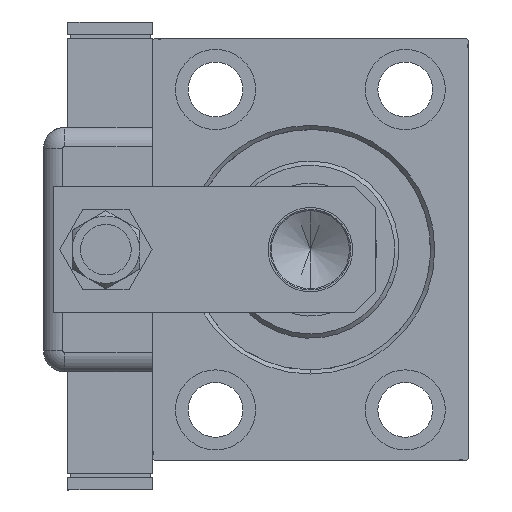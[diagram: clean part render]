
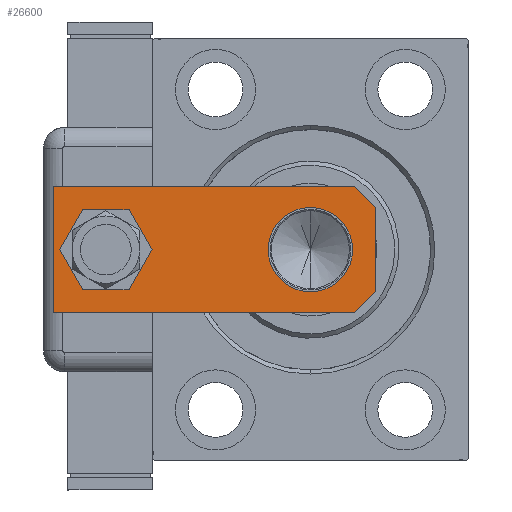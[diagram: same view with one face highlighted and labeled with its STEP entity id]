
A CAD part, left-side view. The second image highlights one B-rep face of the part: STEP entity #26600.
In plain terms, the highlighted face is planar.
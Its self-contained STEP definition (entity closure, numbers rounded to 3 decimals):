
#465 = CARTESIAN_POINT ( 'NONE',  ( 15., 76.5, 0. ) ) ;
#894 = DIRECTION ( 'NONE',  ( 0., -1., 0. ) ) ;
#1360 = DIRECTION ( 'NONE',  ( 1., 0., 0. ) ) ;
#1879 = VERTEX_POINT ( 'NONE', #22080 ) ;
#2448 = DIRECTION ( 'NONE',  ( 0., 0., 1. ) ) ;
#4320 = DIRECTION ( 'NONE',  ( 0., 0., 1. ) ) ;
#5746 = CARTESIAN_POINT ( 'NONE',  ( -15., 76.5, 0. ) ) ;
#6434 = CARTESIAN_POINT ( 'NONE',  ( 0., 64., 0. ) ) ;
#7870 = ORIENTED_EDGE ( 'NONE', *, *, #32035, .T. ) ;
#8340 = VECTOR ( 'NONE', #56436, 1000. ) ;
#9133 = LINE ( 'NONE', #9432, #20310 ) ;
#9432 = CARTESIAN_POINT ( 'NONE',  ( -15., 0., 0. ) ) ;
#11233 = ORIENTED_EDGE ( 'NONE', *, *, #57733, .F. ) ;
#12374 = LINE ( 'NONE', #31740, #19278 ) ;
#14584 = EDGE_CURVE ( 'NONE', #19814, #51513, #55464, .T. ) ;
#14684 = LINE ( 'NONE', #465, #29525 ) ;
#14984 = CARTESIAN_POINT ( 'NONE',  ( 15., 76.5, 0. ) ) ;
#15785 = CARTESIAN_POINT ( 'NONE',  ( 0., 0., 0. ) ) ;
#16908 = CARTESIAN_POINT ( 'NONE',  ( 10., 0., 0. ) ) ;
#17338 = ORIENTED_EDGE ( 'NONE', *, *, #52282, .F. ) ;
#17564 = CARTESIAN_POINT ( 'NONE',  ( 15., 5., 0. ) ) ;
#18297 = CIRCLE ( 'NONE', #46336, 10. ) ;
#18410 = CARTESIAN_POINT ( 'NONE',  ( -7., 64., 0. ) ) ;
#18981 = DIRECTION ( 'NONE',  ( 1., 0., 0. ) ) ;
#19278 = VECTOR ( 'NONE', #45345, 1000. ) ;
#19288 = VERTEX_POINT ( 'NONE', #14984 ) ;
#19353 = EDGE_CURVE ( 'NONE', #19288, #1879, #14684, .T. ) ;
#19814 = VERTEX_POINT ( 'NONE', #26075 ) ;
#20030 = ORIENTED_EDGE ( 'NONE', *, *, #51897, .T. ) ;
#20310 = VECTOR ( 'NONE', #24537, 1000. ) ;
#20368 = ORIENTED_EDGE ( 'NONE', *, *, #24412, .T. ) ;
#20916 = FACE_OUTER_BOUND ( 'NONE', #46281, .T. ) ;
#22013 = VECTOR ( 'NONE', #27738, 1000. ) ;
#22080 = CARTESIAN_POINT ( 'NONE',  ( -15., 76.5, 0. ) ) ;
#22678 = EDGE_LOOP ( 'NONE', ( #38756, #7870 ) ) ;
#24357 = CARTESIAN_POINT ( 'NONE',  ( 0., 15.5, 0. ) ) ;
#24412 = EDGE_CURVE ( 'NONE', #40527, #56473, #28642, .T. ) ;
#24537 = DIRECTION ( 'NONE',  ( 1., 0., 0. ) ) ;
#26075 = CARTESIAN_POINT ( 'NONE',  ( 7., 64., 0. ) ) ;
#26600 = ADVANCED_FACE ( 'NONE', ( #20916, #43903, #38791 ), #43328, .F. ) ;
#26712 = CARTESIAN_POINT ( 'NONE',  ( 0., 15.5, 0. ) ) ;
#27738 = DIRECTION ( 'NONE',  ( -0.707, 0.707, 0. ) ) ;
#28337 = CARTESIAN_POINT ( 'NONE',  ( -10., 0., 0. ) ) ;
#28642 = LINE ( 'NONE', #28337, #22013 ) ;
#29525 = VECTOR ( 'NONE', #37990, 1000. ) ;
#30341 = AXIS2_PLACEMENT_3D ( 'NONE', #37140, #55603, #18981 ) ;
#30387 = VERTEX_POINT ( 'NONE', #52763 ) ;
#30890 = AXIS2_PLACEMENT_3D ( 'NONE', #6434, #48479, #52732 ) ;
#31381 = VERTEX_POINT ( 'NONE', #17564 ) ;
#31740 = CARTESIAN_POINT ( 'NONE',  ( 15., 0., 0. ) ) ;
#32035 = EDGE_CURVE ( 'NONE', #30387, #56969, #18297, .T. ) ;
#33039 = ORIENTED_EDGE ( 'NONE', *, *, #39979, .T. ) ;
#33431 = CARTESIAN_POINT ( 'NONE',  ( 15., 5., 0. ) ) ;
#34668 = AXIS2_PLACEMENT_3D ( 'NONE', #15785, #2448, #48170 ) ;
#36355 = CARTESIAN_POINT ( 'NONE',  ( -10., 15.5, 0. ) ) ;
#36417 = VECTOR ( 'NONE', #894, 1000. ) ;
#37140 = CARTESIAN_POINT ( 'NONE',  ( 0., 64., 0. ) ) ;
#37990 = DIRECTION ( 'NONE',  ( -1., 0., 0. ) ) ;
#38267 = LINE ( 'NONE', #33431, #8340 ) ;
#38280 = DIRECTION ( 'NONE',  ( 0., 0., 1. ) ) ;
#38756 = ORIENTED_EDGE ( 'NONE', *, *, #45795, .T. ) ;
#38791 = FACE_BOUND ( 'NONE', #22678, .T. ) ;
#39979 = EDGE_CURVE ( 'NONE', #31381, #56292, #38267, .T. ) ;
#40115 = CARTESIAN_POINT ( 'NONE',  ( -10., 0., 0. ) ) ;
#40527 = VERTEX_POINT ( 'NONE', #40115 ) ;
#40937 = ORIENTED_EDGE ( 'NONE', *, *, #19353, .F. ) ;
#41742 = LINE ( 'NONE', #5746, #36417 ) ;
#43328 = PLANE ( 'NONE',  #34668 ) ;
#43903 = FACE_BOUND ( 'NONE', #45254, .T. ) ;
#44480 = EDGE_CURVE ( 'NONE', #1879, #56473, #41742, .T. ) ;
#45254 = EDGE_LOOP ( 'NONE', ( #20030, #57958 ) ) ;
#45345 = DIRECTION ( 'NONE',  ( 0., 1., 0. ) ) ;
#45795 = EDGE_CURVE ( 'NONE', #56969, #30387, #47107, .T. ) ;
#46281 = EDGE_LOOP ( 'NONE', ( #11233, #20368, #59784, #40937, #17338, #33039 ) ) ;
#46336 = AXIS2_PLACEMENT_3D ( 'NONE', #26712, #4320, #58504 ) ;
#47107 = CIRCLE ( 'NONE', #49997, 10. ) ;
#48170 = DIRECTION ( 'NONE',  ( 1., 0., 0. ) ) ;
#48479 = DIRECTION ( 'NONE',  ( 0., 0., 1. ) ) ;
#49997 = AXIS2_PLACEMENT_3D ( 'NONE', #24357, #38280, #1360 ) ;
#51513 = VERTEX_POINT ( 'NONE', #18410 ) ;
#51897 = EDGE_CURVE ( 'NONE', #51513, #19814, #56995, .T. ) ;
#52282 = EDGE_CURVE ( 'NONE', #31381, #19288, #12374, .T. ) ;
#52732 = DIRECTION ( 'NONE',  ( 1., 0., 0. ) ) ;
#52763 = CARTESIAN_POINT ( 'NONE',  ( 10., 15.5, 0. ) ) ;
#55464 = CIRCLE ( 'NONE', #30341, 7. ) ;
#55603 = DIRECTION ( 'NONE',  ( 0., 0., 1. ) ) ;
#56292 = VERTEX_POINT ( 'NONE', #16908 ) ;
#56436 = DIRECTION ( 'NONE',  ( -0.707, -0.707, 0. ) ) ;
#56473 = VERTEX_POINT ( 'NONE', #56752 ) ;
#56752 = CARTESIAN_POINT ( 'NONE',  ( -15., 5., 0. ) ) ;
#56969 = VERTEX_POINT ( 'NONE', #36355 ) ;
#56995 = CIRCLE ( 'NONE', #30890, 7. ) ;
#57733 = EDGE_CURVE ( 'NONE', #40527, #56292, #9133, .T. ) ;
#57958 = ORIENTED_EDGE ( 'NONE', *, *, #14584, .T. ) ;
#58504 = DIRECTION ( 'NONE',  ( 1., 0., 0. ) ) ;
#59784 = ORIENTED_EDGE ( 'NONE', *, *, #44480, .F. ) ;
